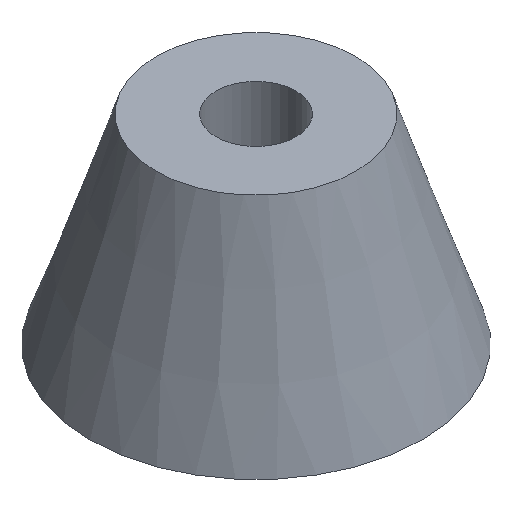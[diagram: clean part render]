
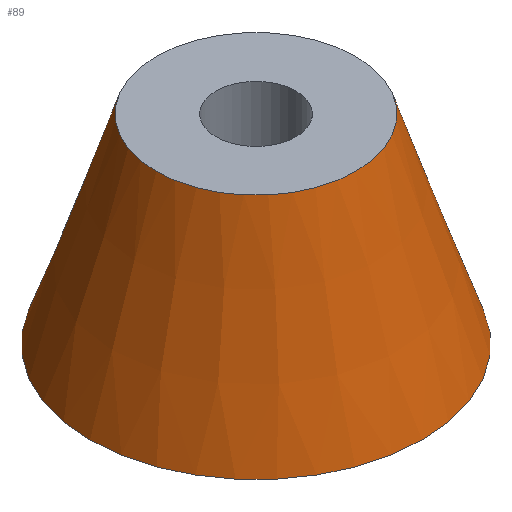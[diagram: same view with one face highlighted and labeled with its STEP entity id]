
A CAD part, isometric view. The second image highlights one B-rep face of the part: STEP entity #89.
In plain terms, the highlighted conical face has half-angle 18.435 degrees and reference radius 12.5 mm.
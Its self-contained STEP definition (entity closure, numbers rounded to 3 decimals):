
#15=CONICAL_SURFACE('',#115,12.5,0.322);
#27=FACE_OUTER_BOUND('',#36,.T.);
#36=EDGE_LOOP('',(#78,#79,#80,#81));
#39=LINE('',#166,#42);
#42=VECTOR('',#144,12.5);
#47=CIRCLE('',#112,7.5);
#48=CIRCLE('',#114,12.5);
#53=VERTEX_POINT('',#160);
#54=VERTEX_POINT('',#163);
#61=EDGE_CURVE('',#53,#53,#47,.T.);
#62=EDGE_CURVE('',#54,#54,#48,.T.);
#63=EDGE_CURVE('',#53,#54,#39,.T.);
#78=ORIENTED_EDGE('',*,*,#61,.T.);
#79=ORIENTED_EDGE('',*,*,#63,.T.);
#80=ORIENTED_EDGE('',*,*,#62,.T.);
#81=ORIENTED_EDGE('',*,*,#63,.F.);
#89=ADVANCED_FACE('',(#27),#15,.T.);
#112=AXIS2_PLACEMENT_3D('',#161,#136,#137);
#114=AXIS2_PLACEMENT_3D('',#164,#140,#141);
#115=AXIS2_PLACEMENT_3D('',#165,#142,#143);
#136=DIRECTION('center_axis',(0.,0.,-1.));
#137=DIRECTION('ref_axis',(1.,0.,0.));
#140=DIRECTION('center_axis',(0.,0.,1.));
#141=DIRECTION('ref_axis',(1.,0.,0.));
#142=DIRECTION('center_axis',(0.,0.,-1.));
#143=DIRECTION('ref_axis',(1.,0.,0.));
#144=DIRECTION('',(-0.316,0.,-0.949));
#160=CARTESIAN_POINT('',(-7.5,0.,15.));
#161=CARTESIAN_POINT('Origin',(0.,0.,15.));
#163=CARTESIAN_POINT('',(-12.5,0.,0.));
#164=CARTESIAN_POINT('Origin',(0.,0.,0.));
#165=CARTESIAN_POINT('Origin',(0.,0.,0.));
#166=CARTESIAN_POINT('',(-12.5,0.,0.));
